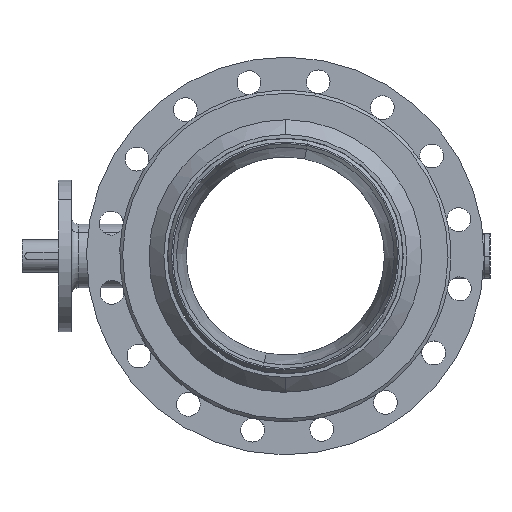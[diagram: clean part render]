
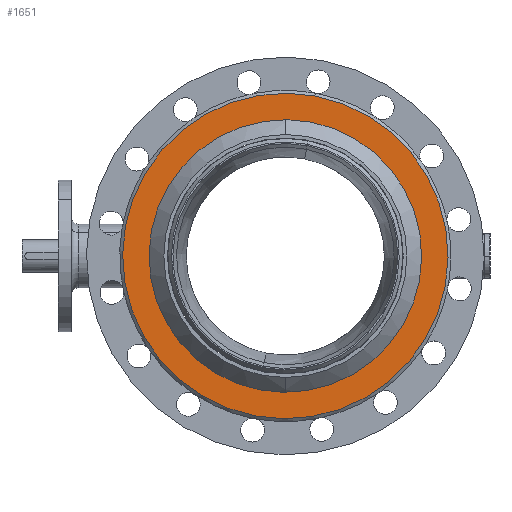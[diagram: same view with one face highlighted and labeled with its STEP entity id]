
A CAD part, left-side view. The second image highlights one B-rep face of the part: STEP entity #1651.
In plain terms, the highlighted face is planar.
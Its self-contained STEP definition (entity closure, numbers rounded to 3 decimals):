
#261 = CARTESIAN_POINT ( 'NONE',  ( -188.5, 0., 42. ) ) ;
#459 = CARTESIAN_POINT ( 'NONE',  ( 0., 0., 42. ) ) ;
#633 = AXIS2_PLACEMENT_3D ( 'NONE', #6498, #4458, #2430 ) ;
#1078 = ORIENTED_EDGE ( 'NONE', *, *, #2847, .F. ) ;
#1446 = EDGE_CURVE ( 'NONE', #7777, #3077, #2601, .T. ) ;
#1510 = DIRECTION ( 'NONE',  ( 1., 0., 0. ) ) ;
#1570 = DIRECTION ( 'NONE',  ( 0., 0., 1. ) ) ;
#1651 = ADVANCED_FACE ( 'NONE', ( #3620, #6326 ), #3795, .T. ) ;
#1741 = CIRCLE ( 'NONE', #2011, 225. ) ;
#2011 = AXIS2_PLACEMENT_3D ( 'NONE', #7630, #1570, #6998 ) ;
#2430 = DIRECTION ( 'NONE',  ( 1., 0., 0. ) ) ;
#2601 = CIRCLE ( 'NONE', #4146, 225. ) ;
#2847 = EDGE_CURVE ( 'NONE', #5580, #8702, #7307, .T. ) ;
#3077 = VERTEX_POINT ( 'NONE', #4101 ) ;
#3620 = FACE_OUTER_BOUND ( 'NONE', #6994, .T. ) ;
#3622 = AXIS2_PLACEMENT_3D ( 'NONE', #459, #7792, #8401 ) ;
#3795 = PLANE ( 'NONE',  #633 ) ;
#4101 = CARTESIAN_POINT ( 'NONE',  ( 225., 0., 42. ) ) ;
#4146 = AXIS2_PLACEMENT_3D ( 'NONE', #4241, #4152, #1510 ) ;
#4152 = DIRECTION ( 'NONE',  ( 0., 0., 1. ) ) ;
#4241 = CARTESIAN_POINT ( 'NONE',  ( 0., 0., 42. ) ) ;
#4458 = DIRECTION ( 'NONE',  ( 0., 0., 1. ) ) ;
#4732 = EDGE_CURVE ( 'NONE', #8702, #5580, #5828, .T. ) ;
#4904 = DIRECTION ( 'NONE',  ( 1., 0., 0. ) ) ;
#5580 = VERTEX_POINT ( 'NONE', #6311 ) ;
#5828 = CIRCLE ( 'NONE', #7526, 188.5 ) ;
#6311 = CARTESIAN_POINT ( 'NONE',  ( 188.5, 0., 42. ) ) ;
#6326 = FACE_BOUND ( 'NONE', #7116, .T. ) ;
#6331 = DIRECTION ( 'NONE',  ( 0., 0., 1. ) ) ;
#6498 = CARTESIAN_POINT ( 'NONE',  ( 0., 0., 42. ) ) ;
#6557 = ORIENTED_EDGE ( 'NONE', *, *, #4732, .F. ) ;
#6717 = ORIENTED_EDGE ( 'NONE', *, *, #8001, .T. ) ;
#6994 = EDGE_LOOP ( 'NONE', ( #8314, #6717 ) ) ;
#6998 = DIRECTION ( 'NONE',  ( 1., 0., 0. ) ) ;
#7116 = EDGE_LOOP ( 'NONE', ( #6557, #1078 ) ) ;
#7307 = CIRCLE ( 'NONE', #3622, 188.5 ) ;
#7526 = AXIS2_PLACEMENT_3D ( 'NONE', #8402, #6331, #4904 ) ;
#7630 = CARTESIAN_POINT ( 'NONE',  ( 0., 0., 42. ) ) ;
#7769 = CARTESIAN_POINT ( 'NONE',  ( -225., 0., 42. ) ) ;
#7777 = VERTEX_POINT ( 'NONE', #7769 ) ;
#7792 = DIRECTION ( 'NONE',  ( 0., 0., 1. ) ) ;
#8001 = EDGE_CURVE ( 'NONE', #3077, #7777, #1741, .T. ) ;
#8314 = ORIENTED_EDGE ( 'NONE', *, *, #1446, .T. ) ;
#8401 = DIRECTION ( 'NONE',  ( 1., 0., 0. ) ) ;
#8402 = CARTESIAN_POINT ( 'NONE',  ( 0., 0., 42. ) ) ;
#8702 = VERTEX_POINT ( 'NONE', #261 ) ;
